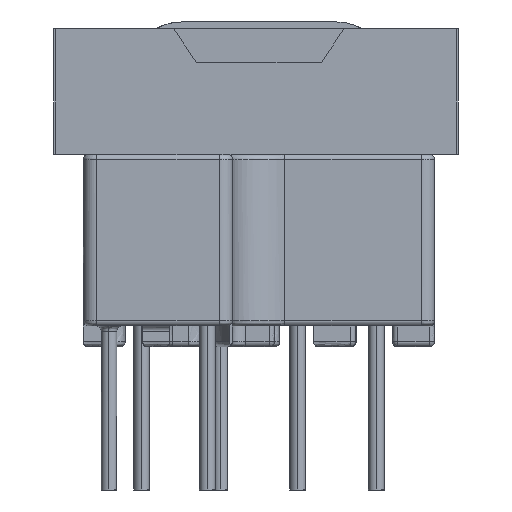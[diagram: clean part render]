
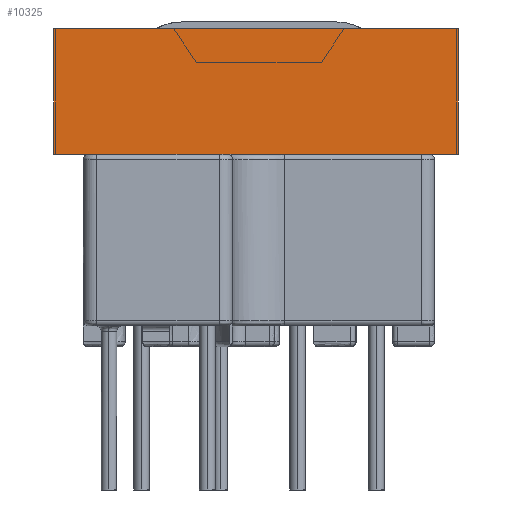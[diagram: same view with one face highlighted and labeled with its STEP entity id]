
A CAD part, left-side view. The second image highlights one B-rep face of the part: STEP entity #10325.
In plain terms, the highlighted free-form (B-spline) face has degree [1, 1] with [2, 2] control points.
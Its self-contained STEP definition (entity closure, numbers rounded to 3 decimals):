
#10240 = VERTEX_POINT('',#10241);
#10241 = CARTESIAN_POINT('',(-6.165,10.961,
    15.879));
#10254 = VERTEX_POINT('',#10255);
#10255 = CARTESIAN_POINT('',(-6.165,10.961,
    9.164));
#10260 = EDGE_CURVE('',#10254,#10240,#10261,.T.);
#10261 = B_SPLINE_CURVE_WITH_KNOTS('',1,(#10262,#10263),.UNSPECIFIED.,
  .F.,.F.,(2,2),(0.,4.8),.PIECEWISE_BEZIER_KNOTS.);
#10262 = CARTESIAN_POINT('',(-6.165,10.961,
    9.164));
#10263 = CARTESIAN_POINT('',(-6.165,10.961,
    15.879));
#10302 = VERTEX_POINT('',#10303);
#10303 = CARTESIAN_POINT('',(-6.165,-10.654,
    15.879));
#10308 = EDGE_CURVE('',#10309,#10302,#10311,.T.);
#10309 = VERTEX_POINT('',#10310);
#10310 = CARTESIAN_POINT('',(-6.165,-10.654,
    9.164));
#10311 = B_SPLINE_CURVE_WITH_KNOTS('',1,(#10312,#10313),.UNSPECIFIED.,
  .F.,.F.,(2,2),(0.,4.8),.PIECEWISE_BEZIER_KNOTS.);
#10312 = CARTESIAN_POINT('',(-6.165,-10.654,
    9.164));
#10313 = CARTESIAN_POINT('',(-6.165,-10.654,
    15.879));
#10325 = ADVANCED_FACE('',(#10326),#10340,.T.);
#10326 = FACE_BOUND('',#10327,.T.);
#10327 = EDGE_LOOP('',(#10328,#10333,#10334,#10339));
#10328 = ORIENTED_EDGE('',*,*,#10329,.F.);
#10329 = EDGE_CURVE('',#10240,#10302,#10330,.T.);
#10330 = B_SPLINE_CURVE_WITH_KNOTS('',1,(#10331,#10332),.UNSPECIFIED.,
  .F.,.F.,(2,2),(-0.075,15.375),.PIECEWISE_BEZIER_KNOTS.);
#10331 = CARTESIAN_POINT('',(-6.165,10.961,
    15.879));
#10332 = CARTESIAN_POINT('',(-6.165,-10.654,
    15.879));
#10333 = ORIENTED_EDGE('',*,*,#10260,.F.);
#10334 = ORIENTED_EDGE('',*,*,#10335,.T.);
#10335 = EDGE_CURVE('',#10254,#10309,#10336,.T.);
#10336 = B_SPLINE_CURVE_WITH_KNOTS('',1,(#10337,#10338),.UNSPECIFIED.,
  .F.,.F.,(2,2),(-0.075,15.375),.PIECEWISE_BEZIER_KNOTS.);
#10337 = CARTESIAN_POINT('',(-6.165,10.961,
    9.164));
#10338 = CARTESIAN_POINT('',(-6.165,-10.654,
    9.164));
#10339 = ORIENTED_EDGE('',*,*,#10308,.T.);
#10340 = B_SPLINE_SURFACE_WITH_KNOTS('',1,1,(
    (#10341,#10342)
    ,(#10343,#10344
    )),.UNSPECIFIED.,.F.,.F.,.F.,(2,2),(2,2),(0.,4.8),(-15.375,0.075),
  .PIECEWISE_BEZIER_KNOTS.);
#10341 = CARTESIAN_POINT('',(-6.165,-10.654,
    9.164));
#10342 = CARTESIAN_POINT('',(-6.165,10.961,
    9.164));
#10343 = CARTESIAN_POINT('',(-6.165,-10.654,
    15.879));
#10344 = CARTESIAN_POINT('',(-6.165,10.961,
    15.879));
